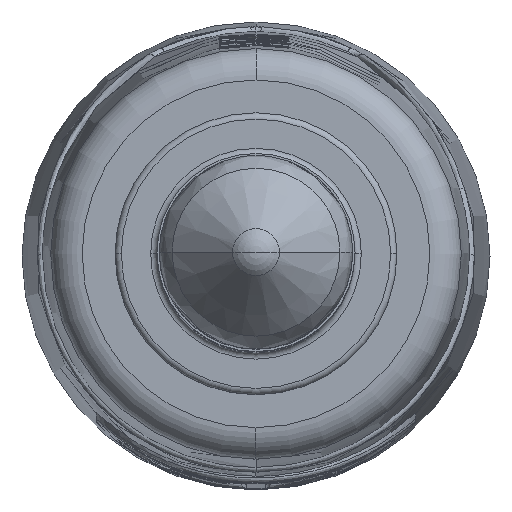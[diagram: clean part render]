
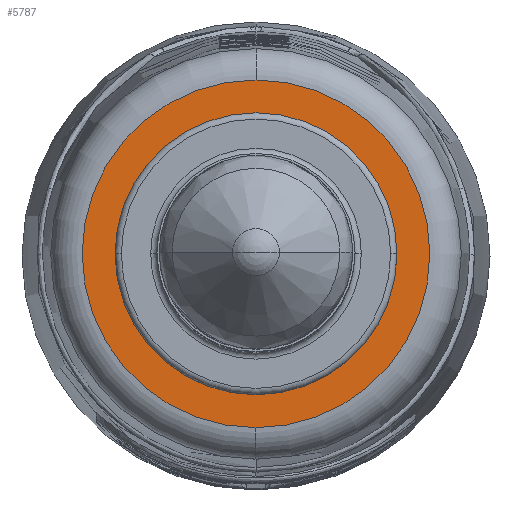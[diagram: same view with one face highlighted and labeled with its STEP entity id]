
A CAD part, top view. The second image highlights one B-rep face of the part: STEP entity #5787.
In plain terms, the highlighted planar face has unit normal (0, 0, 1).
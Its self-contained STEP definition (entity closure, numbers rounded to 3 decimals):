
#317=CARTESIAN_POINT('',(0.,0.,-16.54));
#318=DIRECTION('',(0.,0.,1.));
#319=DIRECTION('',(-1.,0.,0.));
#320=AXIS2_PLACEMENT_3D('',#317,#318,#319);
#322=CARTESIAN_POINT('',(0.,0.,-16.54));
#323=DIRECTION('',(0.,0.,1.));
#324=DIRECTION('',(0.,1.,0.));
#325=AXIS2_PLACEMENT_3D('',#322,#323,#324);
#327=CARTESIAN_POINT('',(0.,0.,-16.54));
#328=DIRECTION('',(0.,0.,1.));
#329=DIRECTION('',(0.,-1.,0.));
#330=AXIS2_PLACEMENT_3D('',#327,#328,#329);
#332=CARTESIAN_POINT('',(0.,0.,-16.54));
#333=DIRECTION('',(0.,0.,1.));
#334=DIRECTION('',(1.,0.,0.));
#335=AXIS2_PLACEMENT_3D('',#332,#333,#334);
#4991=CARTESIAN_POINT('',(0.,5.52,-16.54));
#4992=CARTESIAN_POINT('',(0.,-5.52,-16.54));
#4993=VERTEX_POINT('',#4991);
#4994=VERTEX_POINT('',#4992);
#5258=CARTESIAN_POINT('',(-4.475,0.,-16.54));
#5259=CARTESIAN_POINT('',(4.475,0.,-16.54));
#5260=VERTEX_POINT('',#5258);
#5261=VERTEX_POINT('',#5259);
#5771=CARTESIAN_POINT('',(0.,0.,-16.54));
#5772=DIRECTION('',(0.,0.,-1.));
#5773=DIRECTION('',(0.,1.,0.));
#5774=AXIS2_PLACEMENT_3D('',#5771,#5772,#5773);
#5775=PLANE('',#5774);
#5777=ORIENTED_EDGE('',*,*,#5776,.F.);
#5779=ORIENTED_EDGE('',*,*,#5778,.F.);
#5780=EDGE_LOOP('',(#5777,#5779));
#5781=FACE_OUTER_BOUND('',#5780,.F.);
#5782=ORIENTED_EDGE('',*,*,#5761,.T.);
#5784=ORIENTED_EDGE('',*,*,#5783,.T.);
#5785=EDGE_LOOP('',(#5782,#5784));
#5786=FACE_BOUND('',#5785,.F.);
#5787=ADVANCED_FACE('',(#5781,#5786),#5775,.F.);
#321=CIRCLE('',#320,4.475);
#326=CIRCLE('',#325,5.52);
#331=CIRCLE('',#330,5.52);
#336=CIRCLE('',#335,4.475);
#5761=EDGE_CURVE('',#5260,#5261,#321,.T.);
#5776=EDGE_CURVE('',#4993,#4994,#326,.T.);
#5778=EDGE_CURVE('',#4994,#4993,#331,.T.);
#5783=EDGE_CURVE('',#5261,#5260,#336,.T.);
